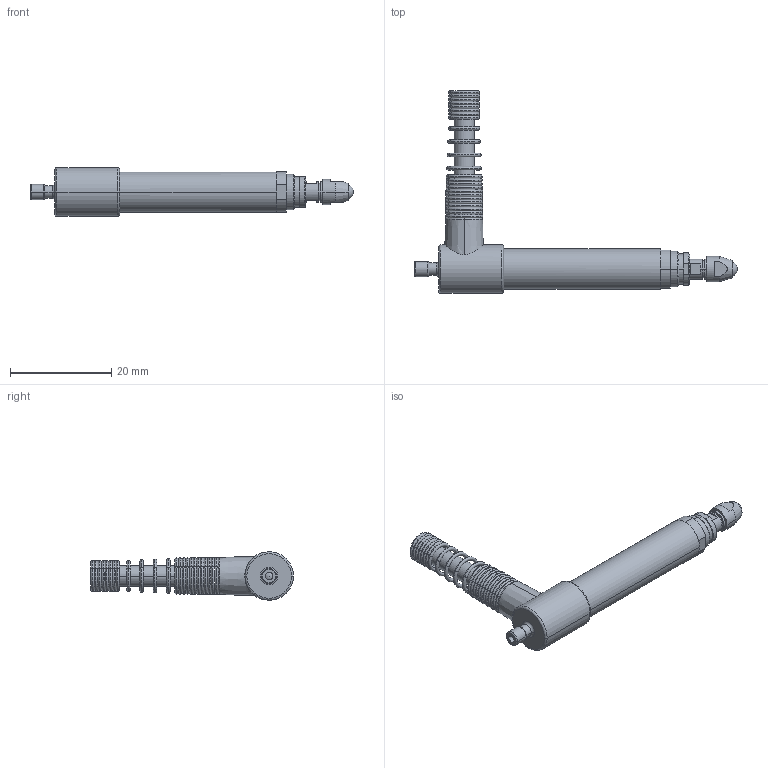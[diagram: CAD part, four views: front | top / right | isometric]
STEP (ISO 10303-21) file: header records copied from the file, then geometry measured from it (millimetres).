
FILE_DESCRIPTION (( 'STEP AP214' ), '1' );
FILE_NAME ('DP-S2VA.STEP', '2025-11-06T07:59:26', ( 'User' ), ( 'user' ), 'SwSTEP 2.0', 'SolidWorks 2020', '' );
FILE_SCHEMA (( 'AUTOMOTIVE_DESIGN' ));
Length unit declared in the file: millimetre
Products named in the file (1): DP-S2VA
Bounding box: 63.85 x 40.1 x 9.6 mm (x, y, z)
Surface area: 3645.6 mm2 (no closed solid volume)
Topology: 0 solids, 39 shells, 204 faces, 469 edges, 283 vertices
Faces by surface type: torus 112, cylinder 49, plane 35, cone 6, sphere 2
Entity records: 8245 total; most frequent: DIRECTION 1226, CARTESIAN_POINT 1133, ORIENTED_EDGE 858, AXIS2_PLACEMENT_3D 567, EDGE_CURVE 464, CIRCLE 362, VERTEX_POINT 280, EDGE_LOOP 222
